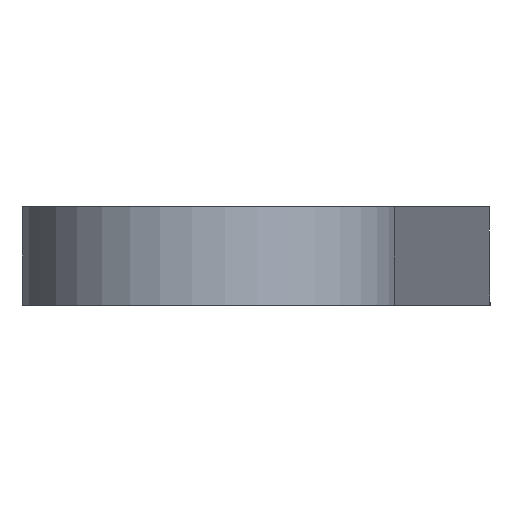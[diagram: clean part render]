
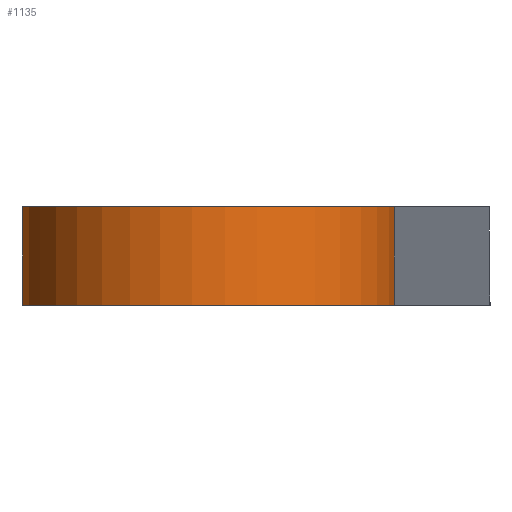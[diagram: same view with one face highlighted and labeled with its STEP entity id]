
A CAD part, front view. The second image highlights one B-rep face of the part: STEP entity #1135.
In plain terms, the highlighted cylindrical face has radius 12.124 mm (diameter 24.248 mm), a partial arc.
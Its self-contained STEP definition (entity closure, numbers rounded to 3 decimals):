
#118=LINE('',#1949,#215);
#125=LINE('',#1964,#222);
#215=VECTOR('',#1582,10.);
#222=VECTOR('',#1605,10.);
#261=CYLINDRICAL_SURFACE('',#1282,12.124);
#314=FACE_OUTER_BOUND('',#387,.T.);
#387=EDGE_LOOP('',(#995,#996,#997,#998));
#421=CIRCLE('',#1190,12.124);
#466=CIRCLE('',#1253,12.124);
#496=VERTEX_POINT('',#1715);
#497=VERTEX_POINT('',#1717);
#560=VERTEX_POINT('',#1879);
#561=VERTEX_POINT('',#1881);
#608=EDGE_CURVE('',#496,#497,#421,.T.);
#690=EDGE_CURVE('',#560,#561,#466,.T.);
#725=EDGE_CURVE('',#496,#561,#118,.T.);
#732=EDGE_CURVE('',#497,#560,#125,.T.);
#995=ORIENTED_EDGE('',*,*,#690,.F.);
#996=ORIENTED_EDGE('',*,*,#732,.F.);
#997=ORIENTED_EDGE('',*,*,#608,.F.);
#998=ORIENTED_EDGE('',*,*,#725,.T.);
#1135=ADVANCED_FACE('',(#314),#261,.T.);
#1190=AXIS2_PLACEMENT_3D('',#1718,#1354,#1355);
#1253=AXIS2_PLACEMENT_3D('',#1882,#1517,#1518);
#1282=AXIS2_PLACEMENT_3D('',#1963,#1603,#1604);
#1354=DIRECTION('center_axis',(0.,0.,
-1.));
#1355=DIRECTION('ref_axis',(-0.996,-0.093,0.));
#1517=DIRECTION('center_axis',(0.,0.,
1.));
#1518=DIRECTION('ref_axis',(-0.996,-0.093,0.));
#1582=DIRECTION('',(0.,0.,1.));
#1603=DIRECTION('center_axis',(0.,0.,-1.));
#1604=DIRECTION('ref_axis',(-0.996,-0.093,0.));
#1605=DIRECTION('',(0.,0.,1.));
#1715=CARTESIAN_POINT('',(5.05,-81.5,-4.2));
#1717=CARTESIAN_POINT('',(-19.091,-81.5,-4.2));
#1718=CARTESIAN_POINT('Origin',(-7.021,-80.367,-4.2));
#1879=CARTESIAN_POINT('',(-19.091,-81.5,2.2));
#1881=CARTESIAN_POINT('',(5.05,-81.5,2.2));
#1882=CARTESIAN_POINT('Origin',(-7.021,-80.367,2.2));
#1949=CARTESIAN_POINT('',(5.05,-81.5,-2.2));
#1963=CARTESIAN_POINT('Origin',(-7.021,-80.367,2.2));
#1964=CARTESIAN_POINT('',(-19.091,-81.5,2.2));
